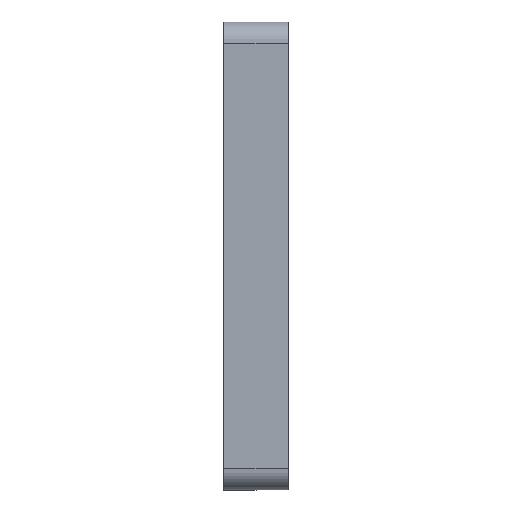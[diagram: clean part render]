
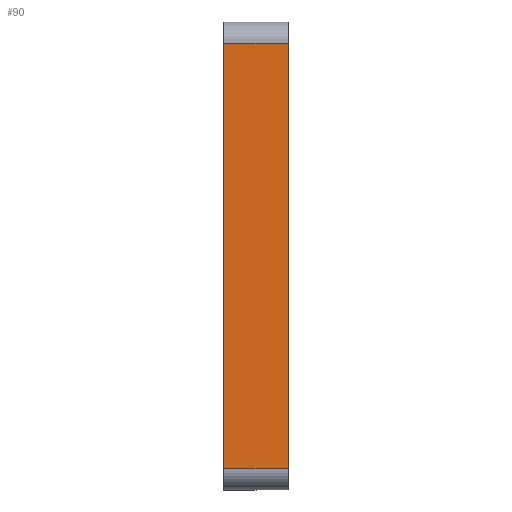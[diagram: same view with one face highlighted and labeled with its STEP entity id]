
A CAD part, front view. The second image highlights one B-rep face of the part: STEP entity #90.
In plain terms, the highlighted planar face has unit normal (0, -1, 0).
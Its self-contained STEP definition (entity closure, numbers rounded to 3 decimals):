
#63 = VERTEX_POINT('',#64);
#64 = CARTESIAN_POINT('',(3.85,-55.4,53.15));
#71 = EDGE_CURVE('',#72,#63,#74,.T.);
#72 = VERTEX_POINT('',#73);
#73 = CARTESIAN_POINT('',(-3.85,-55.4,53.15));
#74 = LINE('',#75,#76);
#75 = CARTESIAN_POINT('',(-3.85,-55.4,53.15));
#76 = VECTOR('',#77,1.);
#77 = DIRECTION('',(1.,0.,0.));
#90 = ADVANCED_FACE('',(#91),#116,.F.);
#91 = FACE_BOUND('',#92,.F.);
#92 = EDGE_LOOP('',(#93,#94,#102,#110));
#93 = ORIENTED_EDGE('',*,*,#71,.T.);
#94 = ORIENTED_EDGE('',*,*,#95,.T.);
#95 = EDGE_CURVE('',#63,#96,#98,.T.);
#96 = VERTEX_POINT('',#97);
#97 = CARTESIAN_POINT('',(3.85,-55.4,2.5));
#98 = LINE('',#99,#100);
#99 = CARTESIAN_POINT('',(3.85,-55.4,53.15));
#100 = VECTOR('',#101,1.);
#101 = DIRECTION('',(0.,0.,-1.));
#102 = ORIENTED_EDGE('',*,*,#103,.F.);
#103 = EDGE_CURVE('',#104,#96,#106,.T.);
#104 = VERTEX_POINT('',#105);
#105 = CARTESIAN_POINT('',(-3.85,-55.4,2.5));
#106 = LINE('',#107,#108);
#107 = CARTESIAN_POINT('',(-3.85,-55.4,2.5));
#108 = VECTOR('',#109,1.);
#109 = DIRECTION('',(1.,0.,0.));
#110 = ORIENTED_EDGE('',*,*,#111,.F.);
#111 = EDGE_CURVE('',#72,#104,#112,.T.);
#112 = LINE('',#113,#114);
#113 = CARTESIAN_POINT('',(-3.85,-55.4,53.15));
#114 = VECTOR('',#115,1.);
#115 = DIRECTION('',(0.,0.,-1.));
#116 = PLANE('',#117);
#117 = AXIS2_PLACEMENT_3D('',#118,#119,#120);
#118 = CARTESIAN_POINT('',(-3.85,-55.4,53.15));
#119 = DIRECTION('',(0.,1.,0.));
#120 = DIRECTION('',(0.,0.,-1.));
